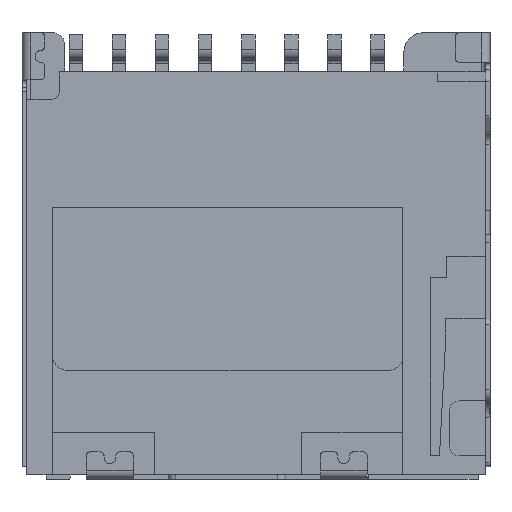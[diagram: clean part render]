
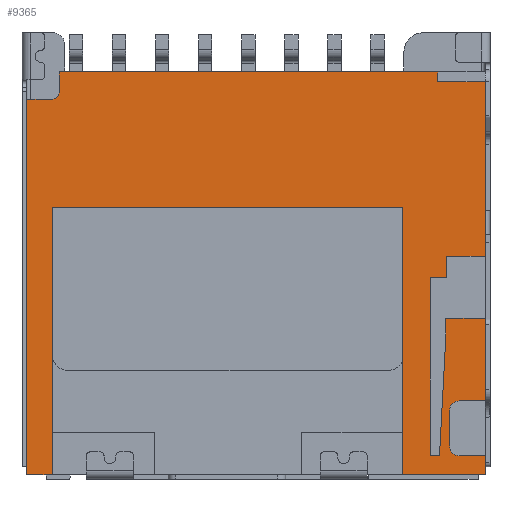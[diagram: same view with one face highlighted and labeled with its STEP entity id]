
A CAD part, front view. The second image highlights one B-rep face of the part: STEP entity #9365.
In plain terms, the highlighted planar face has unit normal (0, -1, 0).
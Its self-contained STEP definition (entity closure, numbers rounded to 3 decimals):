
#447=PLANE('',#10224);
#913=FACE_OUTER_BOUND('',#1407,.T.);
#1407=EDGE_LOOP('',(#8335,#8336,#8337,#8338,#8339,#8340,#8341,#8342,#8343,
#8344,#8345,#8346,#8347,#8348,#8349,#8350,#8351,#8352,#8353,#8354,#8355,
#8356,#8357,#8358,#8359,#8360,#8361,#8362));
#2248=LINE('',#15251,#3231);
#2257=LINE('',#15269,#3240);
#2261=LINE('',#15278,#3244);
#2262=LINE('',#15280,#3245);
#2263=LINE('',#15282,#3246);
#2264=LINE('',#15284,#3247);
#2265=LINE('',#15286,#3248);
#2266=LINE('',#15288,#3249);
#2267=LINE('',#15290,#3250);
#2268=LINE('',#15292,#3251);
#2269=LINE('',#15295,#3252);
#2270=LINE('',#15297,#3253);
#2271=LINE('',#15299,#3254);
#2272=LINE('',#15301,#3255);
#2273=LINE('',#15303,#3256);
#2274=LINE('',#15305,#3257);
#2275=LINE('',#15307,#3258);
#2276=LINE('',#15311,#3259);
#2277=LINE('',#15315,#3260);
#2278=LINE('',#15317,#3261);
#2279=LINE('',#15319,#3262);
#2280=LINE('',#15321,#3263);
#2281=LINE('',#15323,#3264);
#2282=LINE('',#15325,#3265);
#2283=LINE('',#15326,#3266);
#3231=VECTOR('',#12582,1000.);
#3240=VECTOR('',#12595,1000.);
#3244=VECTOR('',#12601,1000.);
#3245=VECTOR('',#12602,1000.);
#3246=VECTOR('',#12603,1000.);
#3247=VECTOR('',#12604,1000.);
#3248=VECTOR('',#12605,1000.);
#3249=VECTOR('',#12606,1000.);
#3250=VECTOR('',#12607,1000.);
#3251=VECTOR('',#12608,1000.);
#3252=VECTOR('',#12611,1000.);
#3253=VECTOR('',#12612,1000.);
#3254=VECTOR('',#12613,1000.);
#3255=VECTOR('',#12614,1000.);
#3256=VECTOR('',#12615,1000.);
#3257=VECTOR('',#12616,1000.);
#3258=VECTOR('',#12617,1000.);
#3259=VECTOR('',#12620,1000.);
#3260=VECTOR('',#12623,1000.);
#3261=VECTOR('',#12624,1000.);
#3262=VECTOR('',#12625,1000.);
#3263=VECTOR('',#12626,1000.);
#3264=VECTOR('',#12627,1000.);
#3265=VECTOR('',#12628,1000.);
#3266=VECTOR('',#12629,1000.);
#3808=CIRCLE('',#10225,0.2);
#3809=CIRCLE('',#10226,0.25);
#3810=CIRCLE('',#10227,0.25);
#4569=VERTEX_POINT('',#15248);
#4570=VERTEX_POINT('',#15250);
#4577=VERTEX_POINT('',#15268);
#4580=VERTEX_POINT('',#15276);
#4581=VERTEX_POINT('',#15277);
#4582=VERTEX_POINT('',#15279);
#4583=VERTEX_POINT('',#15281);
#4584=VERTEX_POINT('',#15283);
#4585=VERTEX_POINT('',#15285);
#4586=VERTEX_POINT('',#15287);
#4587=VERTEX_POINT('',#15289);
#4588=VERTEX_POINT('',#15291);
#4589=VERTEX_POINT('',#15294);
#4590=VERTEX_POINT('',#15296);
#4591=VERTEX_POINT('',#15298);
#4592=VERTEX_POINT('',#15300);
#4593=VERTEX_POINT('',#15302);
#4594=VERTEX_POINT('',#15304);
#4595=VERTEX_POINT('',#15306);
#4596=VERTEX_POINT('',#15308);
#4597=VERTEX_POINT('',#15310);
#4598=VERTEX_POINT('',#15312);
#4599=VERTEX_POINT('',#15314);
#4600=VERTEX_POINT('',#15316);
#4601=VERTEX_POINT('',#15318);
#4602=VERTEX_POINT('',#15320);
#4603=VERTEX_POINT('',#15322);
#4604=VERTEX_POINT('',#15324);
#5845=EDGE_CURVE('',#4569,#4570,#2248,.T.);
#5854=EDGE_CURVE('',#4570,#4577,#2257,.T.);
#5858=EDGE_CURVE('',#4580,#4581,#2261,.T.);
#5859=EDGE_CURVE('',#4581,#4582,#2262,.T.);
#5860=EDGE_CURVE('',#4582,#4583,#2263,.T.);
#5861=EDGE_CURVE('',#4583,#4584,#2264,.T.);
#5862=EDGE_CURVE('',#4584,#4585,#2265,.T.);
#5863=EDGE_CURVE('',#4585,#4586,#2266,.T.);
#5864=EDGE_CURVE('',#4586,#4587,#2267,.T.);
#5865=EDGE_CURVE('',#4587,#4588,#2268,.T.);
#5866=EDGE_CURVE('',#4588,#4577,#3808,.T.);
#5867=EDGE_CURVE('',#4569,#4589,#2269,.T.);
#5868=EDGE_CURVE('',#4589,#4590,#2270,.T.);
#5869=EDGE_CURVE('',#4590,#4591,#2271,.T.);
#5870=EDGE_CURVE('',#4591,#4592,#2272,.T.);
#5871=EDGE_CURVE('',#4592,#4593,#2273,.T.);
#5872=EDGE_CURVE('',#4593,#4594,#2274,.T.);
#5873=EDGE_CURVE('',#4594,#4595,#2275,.T.);
#5874=EDGE_CURVE('',#4595,#4596,#3809,.T.);
#5875=EDGE_CURVE('',#4596,#4597,#2276,.T.);
#5876=EDGE_CURVE('',#4597,#4598,#3810,.T.);
#5877=EDGE_CURVE('',#4598,#4599,#2277,.T.);
#5878=EDGE_CURVE('',#4599,#4600,#2278,.T.);
#5879=EDGE_CURVE('',#4600,#4601,#2279,.T.);
#5880=EDGE_CURVE('',#4601,#4602,#2280,.T.);
#5881=EDGE_CURVE('',#4602,#4603,#2281,.T.);
#5882=EDGE_CURVE('',#4603,#4604,#2282,.T.);
#5883=EDGE_CURVE('',#4604,#4580,#2283,.T.);
#8335=ORIENTED_EDGE('',*,*,#5858,.T.);
#8336=ORIENTED_EDGE('',*,*,#5859,.T.);
#8337=ORIENTED_EDGE('',*,*,#5860,.T.);
#8338=ORIENTED_EDGE('',*,*,#5861,.T.);
#8339=ORIENTED_EDGE('',*,*,#5862,.T.);
#8340=ORIENTED_EDGE('',*,*,#5863,.T.);
#8341=ORIENTED_EDGE('',*,*,#5864,.T.);
#8342=ORIENTED_EDGE('',*,*,#5865,.T.);
#8343=ORIENTED_EDGE('',*,*,#5866,.T.);
#8344=ORIENTED_EDGE('',*,*,#5854,.F.);
#8345=ORIENTED_EDGE('',*,*,#5845,.F.);
#8346=ORIENTED_EDGE('',*,*,#5867,.T.);
#8347=ORIENTED_EDGE('',*,*,#5868,.T.);
#8348=ORIENTED_EDGE('',*,*,#5869,.T.);
#8349=ORIENTED_EDGE('',*,*,#5870,.T.);
#8350=ORIENTED_EDGE('',*,*,#5871,.T.);
#8351=ORIENTED_EDGE('',*,*,#5872,.T.);
#8352=ORIENTED_EDGE('',*,*,#5873,.T.);
#8353=ORIENTED_EDGE('',*,*,#5874,.T.);
#8354=ORIENTED_EDGE('',*,*,#5875,.T.);
#8355=ORIENTED_EDGE('',*,*,#5876,.T.);
#8356=ORIENTED_EDGE('',*,*,#5877,.T.);
#8357=ORIENTED_EDGE('',*,*,#5878,.T.);
#8358=ORIENTED_EDGE('',*,*,#5879,.T.);
#8359=ORIENTED_EDGE('',*,*,#5880,.T.);
#8360=ORIENTED_EDGE('',*,*,#5881,.T.);
#8361=ORIENTED_EDGE('',*,*,#5882,.T.);
#8362=ORIENTED_EDGE('',*,*,#5883,.T.);
#9365=ADVANCED_FACE('',(#913),#447,.T.);
#10224=AXIS2_PLACEMENT_3D('',#15275,#12599,#12600);
#10225=AXIS2_PLACEMENT_3D('',#15293,#12609,#12610);
#10226=AXIS2_PLACEMENT_3D('',#15309,#12618,#12619);
#10227=AXIS2_PLACEMENT_3D('',#15313,#12621,#12622);
#12582=DIRECTION('',(0.,0.,1.));
#12595=DIRECTION('',(1.,0.,0.));
#12599=DIRECTION('center_axis',(0.,-1.,0.));
#12600=DIRECTION('ref_axis',(0.,0.,-1.));
#12601=DIRECTION('',(1.,0.,0.));
#12602=DIRECTION('',(0.,0.,1.));
#12603=DIRECTION('',(1.,0.,0.));
#12604=DIRECTION('',(0.,0.,1.));
#12605=DIRECTION('',(-1.,0.,0.));
#12606=DIRECTION('',(0.,0.,1.));
#12607=DIRECTION('',(-1.,0.,0.));
#12608=DIRECTION('',(0.,0.,-1.));
#12609=DIRECTION('center_axis',(0.,1.,0.));
#12610=DIRECTION('ref_axis',(0.,0.,-1.));
#12611=DIRECTION('',(1.,0.,0.));
#12612=DIRECTION('',(0.,0.,1.));
#12613=DIRECTION('',(1.,0.,0.));
#12614=DIRECTION('',(0.,0.,-1.));
#12615=DIRECTION('',(1.,0.,0.));
#12616=DIRECTION('',(0.,0.,1.));
#12617=DIRECTION('',(-1.,0.,0.));
#12618=DIRECTION('center_axis',(0.,1.,0.));
#12619=DIRECTION('ref_axis',(0.,0.,-1.));
#12620=DIRECTION('',(0.,0.,1.));
#12621=DIRECTION('center_axis',(0.,1.,0.));
#12622=DIRECTION('ref_axis',(0.,0.,-1.));
#12623=DIRECTION('',(1.,0.,0.));
#12624=DIRECTION('',(0.,0.,1.));
#12625=DIRECTION('',(-1.,0.,0.));
#12626=DIRECTION('',(0.,0.,-1.));
#12627=DIRECTION('',(-0.053,0.,-0.999));
#12628=DIRECTION('',(-1.,0.,0.));
#12629=DIRECTION('',(0.,0.,1.));
#15248=CARTESIAN_POINT('',(-5.78,0.03,-5.58));
#15250=CARTESIAN_POINT('',(-5.78,0.03,4.));
#15251=CARTESIAN_POINT('',(-5.78,0.03,-0.79));
#15268=CARTESIAN_POINT('',(-5.145,0.03,4.));
#15269=CARTESIAN_POINT('',(-5.463,0.03,4.));
#15275=CARTESIAN_POINT('Origin',(-5.781,0.03,4.701));
#15276=CARTESIAN_POINT('',(4.53,0.03,-0.55));
#15277=CARTESIAN_POINT('',(4.94,0.03,-0.55));
#15278=CARTESIAN_POINT('',(0.075,0.03,-0.55));
#15279=CARTESIAN_POINT('',(4.94,0.03,0.));
#15280=CARTESIAN_POINT('',(4.94,0.03,-0.44));
#15281=CARTESIAN_POINT('',(5.93,0.03,0.));
#15282=CARTESIAN_POINT('',(0.075,0.03,0.));
#15283=CARTESIAN_POINT('',(5.93,0.03,4.45));
#15284=CARTESIAN_POINT('',(5.93,0.03,-0.44));
#15285=CARTESIAN_POINT('',(4.71,0.03,4.45));
#15286=CARTESIAN_POINT('',(0.075,0.03,4.45));
#15287=CARTESIAN_POINT('',(4.71,0.03,4.7));
#15288=CARTESIAN_POINT('',(4.71,0.03,-0.44));
#15289=CARTESIAN_POINT('',(-4.945,0.03,4.7));
#15290=CARTESIAN_POINT('',(0.075,0.03,4.7));
#15291=CARTESIAN_POINT('',(-4.945,0.03,4.2));
#15292=CARTESIAN_POINT('',(-4.945,0.03,-0.44));
#15293=CARTESIAN_POINT('Origin',(-5.145,0.03,4.2));
#15294=CARTESIAN_POINT('',(-5.13,0.03,-5.58));
#15295=CARTESIAN_POINT('',(0.075,0.03,-5.58));
#15296=CARTESIAN_POINT('',(-5.13,0.03,1.25));
#15297=CARTESIAN_POINT('',(-5.13,0.03,-0.44));
#15298=CARTESIAN_POINT('',(3.81,0.03,1.25));
#15299=CARTESIAN_POINT('',(0.075,0.03,1.25));
#15300=CARTESIAN_POINT('',(3.81,0.03,-5.58));
#15301=CARTESIAN_POINT('',(3.81,0.03,-0.44));
#15302=CARTESIAN_POINT('',(5.93,0.03,-5.58));
#15303=CARTESIAN_POINT('',(0.075,0.03,-5.58));
#15304=CARTESIAN_POINT('',(5.93,0.03,-5.1));
#15305=CARTESIAN_POINT('',(5.93,0.03,-0.44));
#15306=CARTESIAN_POINT('',(5.265,0.03,-5.1));
#15307=CARTESIAN_POINT('',(0.075,0.03,-5.1));
#15308=CARTESIAN_POINT('',(5.015,0.03,-4.85));
#15309=CARTESIAN_POINT('Origin',(5.265,0.03,-4.85));
#15310=CARTESIAN_POINT('',(5.015,0.03,-3.95));
#15311=CARTESIAN_POINT('',(5.015,0.03,-0.44));
#15312=CARTESIAN_POINT('',(5.265,0.03,-3.7));
#15313=CARTESIAN_POINT('Origin',(5.265,0.03,-3.95));
#15314=CARTESIAN_POINT('',(5.93,0.03,-3.7));
#15315=CARTESIAN_POINT('',(0.075,0.03,-3.7));
#15316=CARTESIAN_POINT('',(5.93,0.03,-1.59));
#15317=CARTESIAN_POINT('',(5.93,0.03,-0.44));
#15318=CARTESIAN_POINT('',(4.92,0.03,-1.59));
#15319=CARTESIAN_POINT('',(0.075,0.03,-1.59));
#15320=CARTESIAN_POINT('',(4.92,0.03,-2.1));
#15321=CARTESIAN_POINT('',(4.92,0.03,-0.44));
#15322=CARTESIAN_POINT('',(4.76,0.03,-5.09));
#15323=CARTESIAN_POINT('',(4.92,0.03,-2.1));
#15324=CARTESIAN_POINT('',(4.53,0.03,-5.09));
#15325=CARTESIAN_POINT('',(0.075,0.03,-5.09));
#15326=CARTESIAN_POINT('',(4.53,0.03,-0.44));
